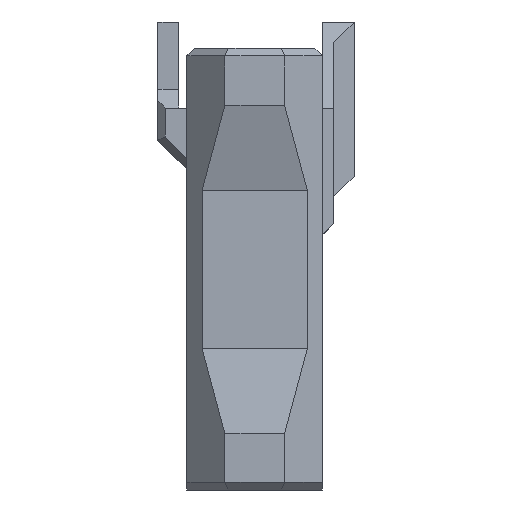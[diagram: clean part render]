
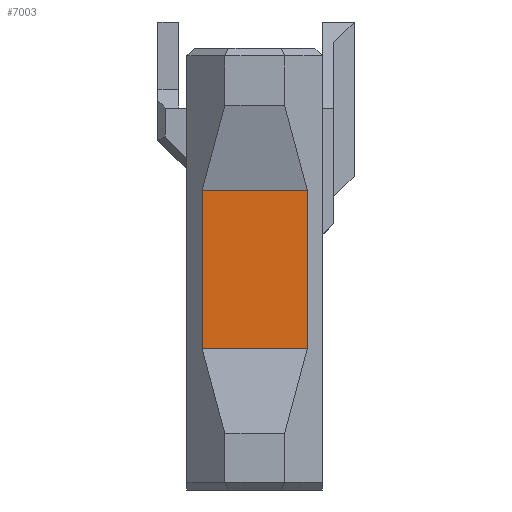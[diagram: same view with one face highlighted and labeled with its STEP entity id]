
A CAD part, left-side view. The second image highlights one B-rep face of the part: STEP entity #7003.
In plain terms, the highlighted planar face has unit normal (-1, 0, 0).
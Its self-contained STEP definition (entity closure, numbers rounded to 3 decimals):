
#471=PLANE('',#7547);
#819=FACE_OUTER_BOUND('',#1218,.T.);
#1218=EDGE_LOOP('',(#6360,#6361,#6362,#6363));
#2021=LINE('',#11611,#2867);
#2025=LINE('',#11620,#2871);
#2026=LINE('',#11621,#2872);
#2027=LINE('',#11622,#2873);
#2867=VECTOR('',#9173,10.);
#2871=VECTOR('',#9179,10.);
#2872=VECTOR('',#9180,10.);
#2873=VECTOR('',#9181,10.);
#3578=VERTEX_POINT('',#11609);
#3579=VERTEX_POINT('',#11610);
#3582=VERTEX_POINT('',#11618);
#3583=VERTEX_POINT('',#11619);
#4518=EDGE_CURVE('',#3578,#3579,#2021,.T.);
#4522=EDGE_CURVE('',#3582,#3583,#2025,.F.);
#4523=EDGE_CURVE('',#3578,#3582,#2026,.T.);
#4524=EDGE_CURVE('',#3579,#3583,#2027,.T.);
#6360=ORIENTED_EDGE('',*,*,#4522,.F.);
#6361=ORIENTED_EDGE('',*,*,#4523,.F.);
#6362=ORIENTED_EDGE('',*,*,#4518,.T.);
#6363=ORIENTED_EDGE('',*,*,#4524,.T.);
#7003=ADVANCED_FACE('',(#819),#471,.T.);
#7547=AXIS2_PLACEMENT_3D('',#11617,#9177,#9178);
#9173=DIRECTION('',(0.,1.,0.));
#9177=DIRECTION('center_axis',(-1.,0.,0.));
#9178=DIRECTION('ref_axis',(0.,-1.,0.));
#9179=DIRECTION('',(0.,-1.,0.));
#9180=DIRECTION('',(0.,0.,-1.));
#9181=DIRECTION('',(0.,0.,-1.));
#11609=CARTESIAN_POINT('',(-435.18,3.75,-55.989));
#11610=CARTESIAN_POINT('',(-435.18,31.65,-55.989));
#11611=CARTESIAN_POINT('',(-435.18,9.625,-55.989));
#11617=CARTESIAN_POINT('Origin',(-435.18,35.65,-72.403));
#11618=CARTESIAN_POINT('',(-435.18,3.75,-97.867));
#11619=CARTESIAN_POINT('',(-435.18,31.65,-97.867));
#11620=CARTESIAN_POINT('',(-435.18,9.625,-97.867));
#11621=CARTESIAN_POINT('',(-435.18,3.75,-72.403));
#11622=CARTESIAN_POINT('',(-435.18,31.65,-72.403));
